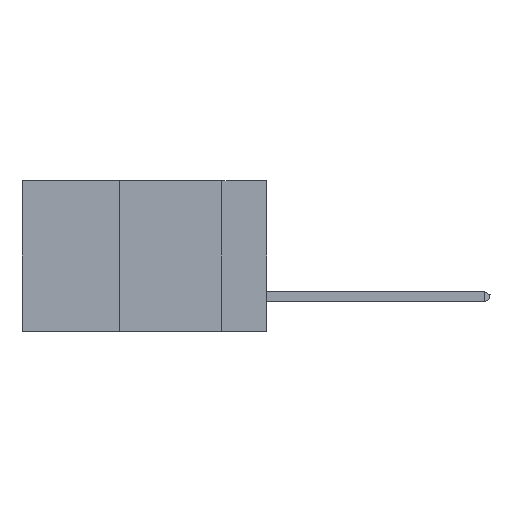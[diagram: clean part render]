
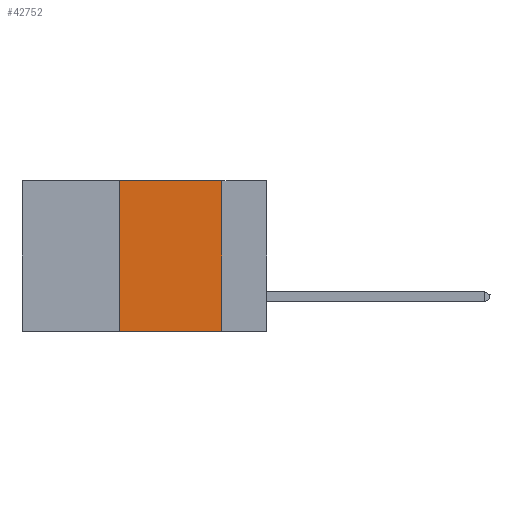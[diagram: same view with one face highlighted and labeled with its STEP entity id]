
A CAD part, left-side view. The second image highlights one B-rep face of the part: STEP entity #42752.
In plain terms, the highlighted planar face has unit normal (-1, 0, 0).
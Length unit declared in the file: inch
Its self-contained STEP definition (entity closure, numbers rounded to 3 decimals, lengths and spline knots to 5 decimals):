
#1765 = VECTOR ( 'NONE', #4892, 39.37008 ) ;
#2421 = CARTESIAN_POINT ( 'NONE',  ( 0., 0.6, 0. ) ) ;
#4035 = VECTOR ( 'NONE', #25748, 39.37008 ) ;
#4055 = VECTOR ( 'NONE', #21691, 39.37008 ) ;
#4892 = DIRECTION ( 'NONE',  ( 0., 0., -1. ) ) ;
#6710 = CARTESIAN_POINT ( 'NONE',  ( 0., 0.36, 0. ) ) ;
#7434 = LINE ( 'NONE', #6710, #24978 ) ;
#8731 = DIRECTION ( 'NONE',  ( 0., 0., -1. ) ) ;
#9819 = VERTEX_POINT ( 'NONE', #16164 ) ;
#9884 = ORIENTED_EDGE ( 'NONE', *, *, #24905, .F. ) ;
#11636 = CARTESIAN_POINT ( 'NONE',  ( 0., 0.11, 0. ) ) ;
#11677 = EDGE_CURVE ( 'NONE', #9819, #15585, #7434, .T. ) ;
#14814 = ORIENTED_EDGE ( 'NONE', *, *, #11677, .F. ) ;
#15538 = EDGE_CURVE ( 'NONE', #15585, #32892, #39080, .T. ) ;
#15585 = VERTEX_POINT ( 'NONE', #36146 ) ;
#16164 = CARTESIAN_POINT ( 'NONE',  ( 0., 0.36, -0.37 ) ) ;
#19811 = LINE ( 'NONE', #11636, #1765 ) ;
#21095 = CARTESIAN_POINT ( 'NONE',  ( 0., 0.11, 0. ) ) ;
#21691 = DIRECTION ( 'NONE',  ( 0., -1., 0. ) ) ;
#22105 = DIRECTION ( 'NONE',  ( 0., 0., 1. ) ) ;
#22959 = EDGE_CURVE ( 'NONE', #9819, #35492, #32465, .T. ) ;
#24905 = EDGE_CURVE ( 'NONE', #32892, #35492, #19811, .T. ) ;
#24978 = VECTOR ( 'NONE', #22105, 39.37008 ) ;
#25748 = DIRECTION ( 'NONE',  ( 0., -1., 0. ) ) ;
#25872 = ORIENTED_EDGE ( 'NONE', *, *, #22959, .T. ) ;
#32465 = LINE ( 'NONE', #40682, #4035 ) ;
#32892 = VERTEX_POINT ( 'NONE', #21095 ) ;
#34958 = DIRECTION ( 'NONE',  ( 1., 0., 0. ) ) ;
#35492 = VERTEX_POINT ( 'NONE', #40781 ) ;
#36146 = CARTESIAN_POINT ( 'NONE',  ( 0., 0.36, 0. ) ) ;
#36171 = EDGE_LOOP ( 'NONE', ( #9884, #40618, #14814, #25872 ) ) ;
#39058 = PLANE ( 'NONE',  #46154 ) ;
#39080 = LINE ( 'NONE', #43645, #4055 ) ;
#40618 = ORIENTED_EDGE ( 'NONE', *, *, #15538, .F. ) ;
#40682 = CARTESIAN_POINT ( 'NONE',  ( 0., 0.6, -0.37 ) ) ;
#40781 = CARTESIAN_POINT ( 'NONE',  ( 0., 0.11, -0.37 ) ) ;
#41969 = FACE_OUTER_BOUND ( 'NONE', #36171, .T. ) ;
#42752 = ADVANCED_FACE ( 'NONE', ( #41969 ), #39058, .F. ) ;
#43645 = CARTESIAN_POINT ( 'NONE',  ( 0., 0.6, 0. ) ) ;
#46154 = AXIS2_PLACEMENT_3D ( 'NONE', #2421, #34958, #8731 ) ;
